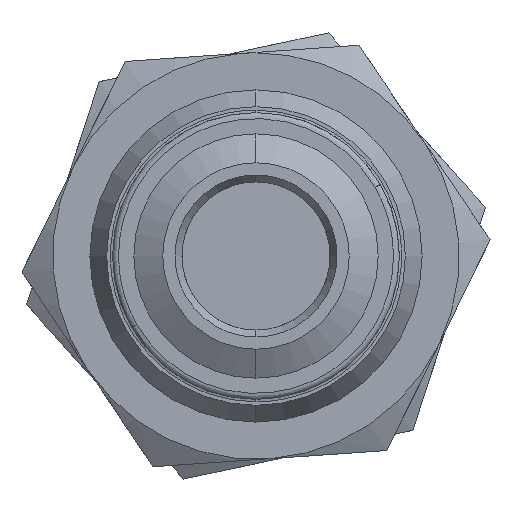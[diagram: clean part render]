
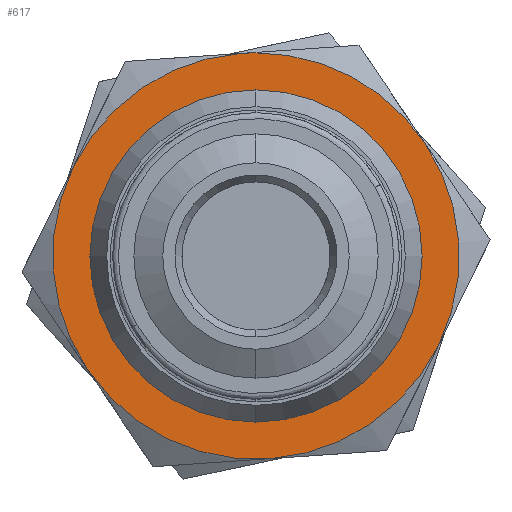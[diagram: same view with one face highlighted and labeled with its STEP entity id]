
A CAD part, front view. The second image highlights one B-rep face of the part: STEP entity #617.
In plain terms, the highlighted planar face has unit normal (0, -1, 0).
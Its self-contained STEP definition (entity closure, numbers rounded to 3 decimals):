
#12 = EDGE_LOOP ( 'NONE', ( #200, #260 ) ) ;
#148 = EDGE_CURVE ( 'NONE', #5575, #5744, #2811, .T. ) ;
#200 = ORIENTED_EDGE ( 'NONE', *, *, #2883, .T. ) ;
#260 = ORIENTED_EDGE ( 'NONE', *, *, #4331, .T. ) ;
#296 = ORIENTED_EDGE ( 'NONE', *, *, #5579, .T. ) ;
#369 = DIRECTION ( 'NONE',  ( 0., -1., 0. ) ) ;
#513 = ORIENTED_EDGE ( 'NONE', *, *, #4395, .T. ) ;
#560 = EDGE_CURVE ( 'NONE', #5744, #3732, #1771, .T. ) ;
#579 = VERTEX_POINT ( 'NONE', #1932 ) ;
#607 = CIRCLE ( 'NONE', #5750, 6.95 ) ;
#617 = ADVANCED_FACE ( 'NONE', ( #1552, #1560 ), #3877, .T. ) ;
#651 = ORIENTED_EDGE ( 'NONE', *, *, #3995, .T. ) ;
#681 = ORIENTED_EDGE ( 'NONE', *, *, #3081, .T. ) ;
#752 = CIRCLE ( 'NONE', #3552, 8.5 ) ;
#801 = ORIENTED_EDGE ( 'NONE', *, *, #1196, .T. ) ;
#818 = ORIENTED_EDGE ( 'NONE', *, *, #148, .T. ) ;
#828 = ORIENTED_EDGE ( 'NONE', *, *, #560, .T. ) ;
#906 = AXIS2_PLACEMENT_3D ( 'NONE', #5631, #5723, #5893 ) ;
#926 = AXIS2_PLACEMENT_3D ( 'NONE', #4356, #1615, #4807 ) ;
#1061 = CARTESIAN_POINT ( 'NONE',  ( 0.586, 6., -8.48 ) ) ;
#1143 = CARTESIAN_POINT ( 'NONE',  ( 0., 6., 0. ) ) ;
#1164 = DIRECTION ( 'NONE',  ( 0., -1., 0. ) ) ;
#1196 = EDGE_CURVE ( 'NONE', #3506, #5575, #5196, .T. ) ;
#1197 = DIRECTION ( 'NONE',  ( 0., 0., 1. ) ) ;
#1552 = FACE_BOUND ( 'NONE', #12, .T. ) ;
#1560 = FACE_OUTER_BOUND ( 'NONE', #4410, .T. ) ;
#1615 = DIRECTION ( 'NONE',  ( 0., -1., 0. ) ) ;
#1771 = CIRCLE ( 'NONE', #906, 8.5 ) ;
#1888 = CARTESIAN_POINT ( 'NONE',  ( 0., 6., 0. ) ) ;
#1923 = DIRECTION ( 'NONE',  ( 0., 0., -1. ) ) ;
#1932 = CARTESIAN_POINT ( 'NONE',  ( 7.637, 6., -3.733 ) ) ;
#1962 = DIRECTION ( 'NONE',  ( 0., 1., 0. ) ) ;
#1983 = CARTESIAN_POINT ( 'NONE',  ( 0., 6., 0. ) ) ;
#2358 = DIRECTION ( 'NONE',  ( 0., 0., 1. ) ) ;
#2424 = CIRCLE ( 'NONE', #4820, 8.5 ) ;
#2492 = DIRECTION ( 'NONE',  ( 0., 1., 0. ) ) ;
#2665 = CARTESIAN_POINT ( 'NONE',  ( 0., 6., 8.5 ) ) ;
#2811 = CIRCLE ( 'NONE', #3704, 8.5 ) ;
#2883 = EDGE_CURVE ( 'NONE', #3803, #3915, #607, .T. ) ;
#2944 = DIRECTION ( 'NONE',  ( 0., 0., 1. ) ) ;
#3012 = VERTEX_POINT ( 'NONE', #1061 ) ;
#3053 = DIRECTION ( 'NONE',  ( 0., -1., 0. ) ) ;
#3068 = CARTESIAN_POINT ( 'NONE',  ( 0., 6., 0. ) ) ;
#3081 = EDGE_CURVE ( 'NONE', #579, #3506, #3654, .T. ) ;
#3190 = CARTESIAN_POINT ( 'NONE',  ( 0., 6., 0. ) ) ;
#3269 = CARTESIAN_POINT ( 'NONE',  ( -0.586, 6., 8.48 ) ) ;
#3417 = AXIS2_PLACEMENT_3D ( 'NONE', #4533, #4596, #4091 ) ;
#3506 = VERTEX_POINT ( 'NONE', #4161 ) ;
#3552 = AXIS2_PLACEMENT_3D ( 'NONE', #1888, #5084, #2358 ) ;
#3643 = DIRECTION ( 'NONE',  ( 0., 0., 1. ) ) ;
#3654 = CIRCLE ( 'NONE', #3884, 8.5 ) ;
#3704 = AXIS2_PLACEMENT_3D ( 'NONE', #1143, #1164, #1197 ) ;
#3720 = CARTESIAN_POINT ( 'NONE',  ( 0., 6., 6.95 ) ) ;
#3732 = VERTEX_POINT ( 'NONE', #4461 ) ;
#3803 = VERTEX_POINT ( 'NONE', #3925 ) ;
#3877 = PLANE ( 'NONE',  #3417 ) ;
#3884 = AXIS2_PLACEMENT_3D ( 'NONE', #5725, #5700, #5658 ) ;
#3915 = VERTEX_POINT ( 'NONE', #3720 ) ;
#3925 = CARTESIAN_POINT ( 'NONE',  ( 0., 6., -6.95 ) ) ;
#3995 = EDGE_CURVE ( 'NONE', #3012, #579, #752, .T. ) ;
#4091 = DIRECTION ( 'NONE',  ( 0.069, 0., -0.998 ) ) ;
#4161 = CARTESIAN_POINT ( 'NONE',  ( 7.051, 6., 4.747 ) ) ;
#4165 = VERTEX_POINT ( 'NONE', #5137 ) ;
#4331 = EDGE_CURVE ( 'NONE', #3915, #3803, #5924, .T. ) ;
#4356 = CARTESIAN_POINT ( 'NONE',  ( 0., 6., 0. ) ) ;
#4395 = EDGE_CURVE ( 'NONE', #4165, #3012, #4431, .T. ) ;
#4410 = EDGE_LOOP ( 'NONE', ( #296, #513, #651, #681, #801, #818, #828 ) ) ;
#4431 = CIRCLE ( 'NONE', #926, 8.5 ) ;
#4461 = CARTESIAN_POINT ( 'NONE',  ( -7.637, 6., 3.733 ) ) ;
#4533 = CARTESIAN_POINT ( 'NONE',  ( -9.174, 6., 7.989 ) ) ;
#4596 = DIRECTION ( 'NONE',  ( 0., -1., 0. ) ) ;
#4807 = DIRECTION ( 'NONE',  ( 0., 0., 1. ) ) ;
#4820 = AXIS2_PLACEMENT_3D ( 'NONE', #3190, #369, #3643 ) ;
#5084 = DIRECTION ( 'NONE',  ( 0., -1., 0. ) ) ;
#5137 = CARTESIAN_POINT ( 'NONE',  ( -7.051, 6., -4.747 ) ) ;
#5196 = CIRCLE ( 'NONE', #5907, 8.5 ) ;
#5220 = CARTESIAN_POINT ( 'NONE',  ( 0., 6., 0. ) ) ;
#5575 = VERTEX_POINT ( 'NONE', #2665 ) ;
#5579 = EDGE_CURVE ( 'NONE', #3732, #4165, #2424, .T. ) ;
#5631 = CARTESIAN_POINT ( 'NONE',  ( 0., 6., 0. ) ) ;
#5648 = DIRECTION ( 'NONE',  ( 0., 0., -1. ) ) ;
#5658 = DIRECTION ( 'NONE',  ( 0., 0., 1. ) ) ;
#5700 = DIRECTION ( 'NONE',  ( 0., -1., 0. ) ) ;
#5723 = DIRECTION ( 'NONE',  ( 0., -1., 0. ) ) ;
#5725 = CARTESIAN_POINT ( 'NONE',  ( 0., 6., 0. ) ) ;
#5744 = VERTEX_POINT ( 'NONE', #3269 ) ;
#5750 = AXIS2_PLACEMENT_3D ( 'NONE', #1983, #1962, #1923 ) ;
#5887 = AXIS2_PLACEMENT_3D ( 'NONE', #5220, #2492, #5648 ) ;
#5893 = DIRECTION ( 'NONE',  ( 0., 0., 1. ) ) ;
#5907 = AXIS2_PLACEMENT_3D ( 'NONE', #3068, #3053, #2944 ) ;
#5924 = CIRCLE ( 'NONE', #5887, 6.95 ) ;
